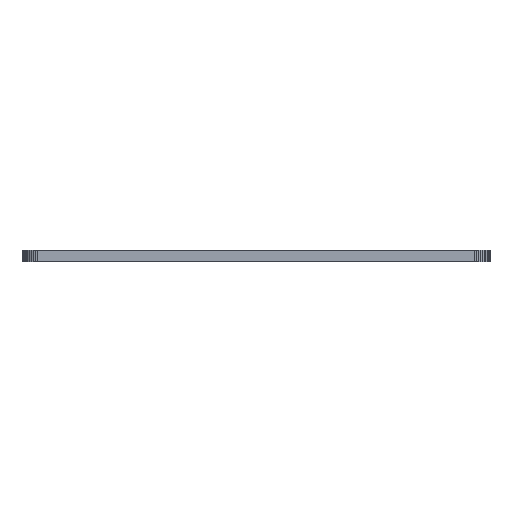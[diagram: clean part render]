
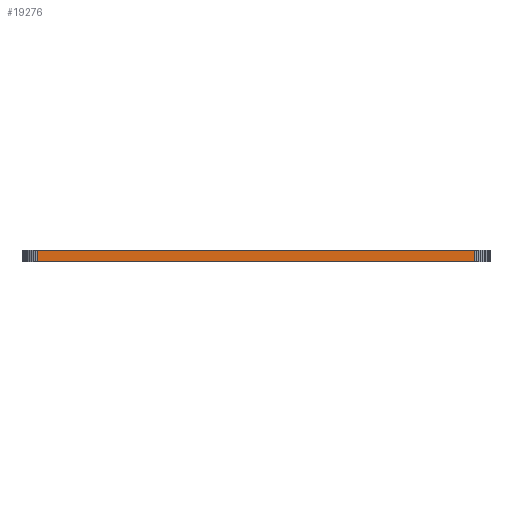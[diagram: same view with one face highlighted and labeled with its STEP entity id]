
A CAD part, front view. The second image highlights one B-rep face of the part: STEP entity #19276.
In plain terms, the highlighted planar face has unit normal (0, -1, 0).
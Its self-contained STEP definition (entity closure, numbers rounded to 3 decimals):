
#90 = PLANE('',#91);
#91 = AXIS2_PLACEMENT_3D('',#92,#93,#94);
#92 = CARTESIAN_POINT('',(123.816,-106.987,1.6));
#93 = DIRECTION('',(-0.,-0.,-1.));
#94 = DIRECTION('',(-1.,0.,0.));
#144 = PLANE('',#145);
#145 = AXIS2_PLACEMENT_3D('',#146,#147,#148);
#146 = CARTESIAN_POINT('',(123.816,-106.987,0.));
#147 = DIRECTION('',(-0.,-0.,-1.));
#148 = DIRECTION('',(-1.,0.,0.));
#2297 = VERTEX_POINT('',#2298);
#2298 = CARTESIAN_POINT('',(153.362,-186.953,0.));
#2312 = PLANE('',#2313);
#2313 = AXIS2_PLACEMENT_3D('',#2314,#2315,#2316);
#2314 = CARTESIAN_POINT('',(153.647,-186.933,0.));
#2315 = DIRECTION('',(0.071,-0.997,0.));
#2316 = DIRECTION('',(-0.997,-0.071,0.));
#2324 = EDGE_CURVE('',#2297,#2325,#2327,.T.);
#2325 = VERTEX_POINT('',#2326);
#2326 = CARTESIAN_POINT('',(94.275,-186.937,0.));
#2327 = SURFACE_CURVE('',#2328,(#2332,#2339),.PCURVE_S1.);
#2328 = LINE('',#2329,#2330);
#2329 = CARTESIAN_POINT('',(153.362,-186.953,0.));
#2330 = VECTOR('',#2331,1.);
#2331 = DIRECTION('',(-1.,0.,0.));
#2332 = PCURVE('',#144,#2333);
#2333 = DEFINITIONAL_REPRESENTATION('',(#2334),#2338);
#2334 = LINE('',#2335,#2336);
#2335 = CARTESIAN_POINT('',(-29.547,-79.966));
#2336 = VECTOR('',#2337,1.);
#2337 = DIRECTION('',(1.,0.));
#2338 = ( GEOMETRIC_REPRESENTATION_CONTEXT(2) 
PARAMETRIC_REPRESENTATION_CONTEXT() REPRESENTATION_CONTEXT('2D SPACE',''
  ) );
#2339 = PCURVE('',#2340,#2345);
#2340 = PLANE('',#2341);
#2341 = AXIS2_PLACEMENT_3D('',#2342,#2343,#2344);
#2342 = CARTESIAN_POINT('',(153.362,-186.953,0.));
#2343 = DIRECTION('',(0.,-1.,0.));
#2344 = DIRECTION('',(-1.,0.,0.));
#2345 = DEFINITIONAL_REPRESENTATION('',(#2346),#2350);
#2346 = LINE('',#2347,#2348);
#2347 = CARTESIAN_POINT('',(0.,0.));
#2348 = VECTOR('',#2349,1.);
#2349 = DIRECTION('',(1.,0.));
#2350 = ( GEOMETRIC_REPRESENTATION_CONTEXT(2) 
PARAMETRIC_REPRESENTATION_CONTEXT() REPRESENTATION_CONTEXT('2D SPACE',''
  ) );
#2368 = PLANE('',#2369);
#2369 = AXIS2_PLACEMENT_3D('',#2370,#2371,#2372);
#2370 = CARTESIAN_POINT('',(94.275,-186.937,0.));
#2371 = DIRECTION('',(-0.071,-0.997,0.));
#2372 = DIRECTION('',(-0.997,0.071,0.));
#10154 = VERTEX_POINT('',#10155);
#10155 = CARTESIAN_POINT('',(153.362,-186.953,1.6));
#10176 = EDGE_CURVE('',#10154,#10177,#10179,.T.);
#10177 = VERTEX_POINT('',#10178);
#10178 = CARTESIAN_POINT('',(94.275,-186.937,1.6));
#10179 = SURFACE_CURVE('',#10180,(#10184,#10191),.PCURVE_S1.);
#10180 = LINE('',#10181,#10182);
#10181 = CARTESIAN_POINT('',(153.362,-186.953,1.6));
#10182 = VECTOR('',#10183,1.);
#10183 = DIRECTION('',(-1.,0.,0.));
#10184 = PCURVE('',#90,#10185);
#10185 = DEFINITIONAL_REPRESENTATION('',(#10186),#10190);
#10186 = LINE('',#10187,#10188);
#10187 = CARTESIAN_POINT('',(-29.547,-79.966));
#10188 = VECTOR('',#10189,1.);
#10189 = DIRECTION('',(1.,0.));
#10190 = ( GEOMETRIC_REPRESENTATION_CONTEXT(2) 
PARAMETRIC_REPRESENTATION_CONTEXT() REPRESENTATION_CONTEXT('2D SPACE',''
  ) );
#10191 = PCURVE('',#2340,#10192);
#10192 = DEFINITIONAL_REPRESENTATION('',(#10193),#10197);
#10193 = LINE('',#10194,#10195);
#10194 = CARTESIAN_POINT('',(0.,-1.6));
#10195 = VECTOR('',#10196,1.);
#10196 = DIRECTION('',(1.,0.));
#10197 = ( GEOMETRIC_REPRESENTATION_CONTEXT(2) 
PARAMETRIC_REPRESENTATION_CONTEXT() REPRESENTATION_CONTEXT('2D SPACE',''
  ) );
#19228 = EDGE_CURVE('',#2297,#10154,#19229,.T.);
#19229 = SURFACE_CURVE('',#19230,(#19234,#19241),.PCURVE_S1.);
#19230 = LINE('',#19231,#19232);
#19231 = CARTESIAN_POINT('',(153.362,-186.953,0.));
#19232 = VECTOR('',#19233,1.);
#19233 = DIRECTION('',(0.,0.,1.));
#19234 = PCURVE('',#2312,#19235);
#19235 = DEFINITIONAL_REPRESENTATION('',(#19236),#19240);
#19236 = LINE('',#19237,#19238);
#19237 = CARTESIAN_POINT('',(0.285,0.));
#19238 = VECTOR('',#19239,1.);
#19239 = DIRECTION('',(0.,-1.));
#19240 = ( GEOMETRIC_REPRESENTATION_CONTEXT(2) 
PARAMETRIC_REPRESENTATION_CONTEXT() REPRESENTATION_CONTEXT('2D SPACE',''
  ) );
#19241 = PCURVE('',#2340,#19242);
#19242 = DEFINITIONAL_REPRESENTATION('',(#19243),#19247);
#19243 = LINE('',#19244,#19245);
#19244 = CARTESIAN_POINT('',(0.,0.));
#19245 = VECTOR('',#19246,1.);
#19246 = DIRECTION('',(0.,-1.));
#19247 = ( GEOMETRIC_REPRESENTATION_CONTEXT(2) 
PARAMETRIC_REPRESENTATION_CONTEXT() REPRESENTATION_CONTEXT('2D SPACE',''
  ) );
#19276 = ADVANCED_FACE('',(#19277),#2340,.T.);
#19277 = FACE_BOUND('',#19278,.T.);
#19278 = EDGE_LOOP('',(#19279,#19280,#19281,#19302));
#19279 = ORIENTED_EDGE('',*,*,#19228,.T.);
#19280 = ORIENTED_EDGE('',*,*,#10176,.T.);
#19281 = ORIENTED_EDGE('',*,*,#19282,.F.);
#19282 = EDGE_CURVE('',#2325,#10177,#19283,.T.);
#19283 = SURFACE_CURVE('',#19284,(#19288,#19295),.PCURVE_S1.);
#19284 = LINE('',#19285,#19286);
#19285 = CARTESIAN_POINT('',(94.275,-186.937,0.));
#19286 = VECTOR('',#19287,1.);
#19287 = DIRECTION('',(0.,0.,1.));
#19288 = PCURVE('',#2340,#19289);
#19289 = DEFINITIONAL_REPRESENTATION('',(#19290),#19294);
#19290 = LINE('',#19291,#19292);
#19291 = CARTESIAN_POINT('',(59.087,0.));
#19292 = VECTOR('',#19293,1.);
#19293 = DIRECTION('',(0.,-1.));
#19294 = ( GEOMETRIC_REPRESENTATION_CONTEXT(2) 
PARAMETRIC_REPRESENTATION_CONTEXT() REPRESENTATION_CONTEXT('2D SPACE',''
  ) );
#19295 = PCURVE('',#2368,#19296);
#19296 = DEFINITIONAL_REPRESENTATION('',(#19297),#19301);
#19297 = LINE('',#19298,#19299);
#19298 = CARTESIAN_POINT('',(0.,0.));
#19299 = VECTOR('',#19300,1.);
#19300 = DIRECTION('',(0.,-1.));
#19301 = ( GEOMETRIC_REPRESENTATION_CONTEXT(2) 
PARAMETRIC_REPRESENTATION_CONTEXT() REPRESENTATION_CONTEXT('2D SPACE',''
  ) );
#19302 = ORIENTED_EDGE('',*,*,#2324,.F.);
